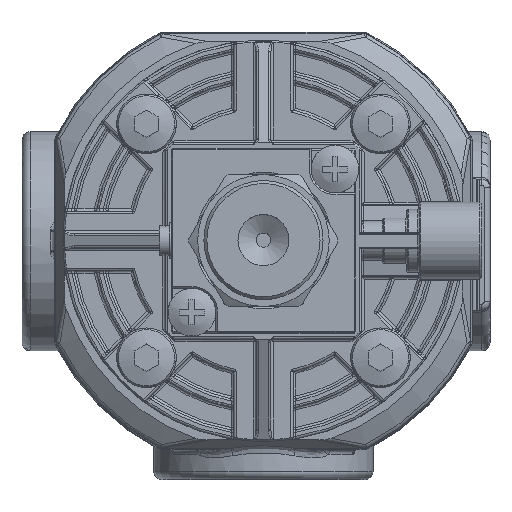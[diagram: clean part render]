
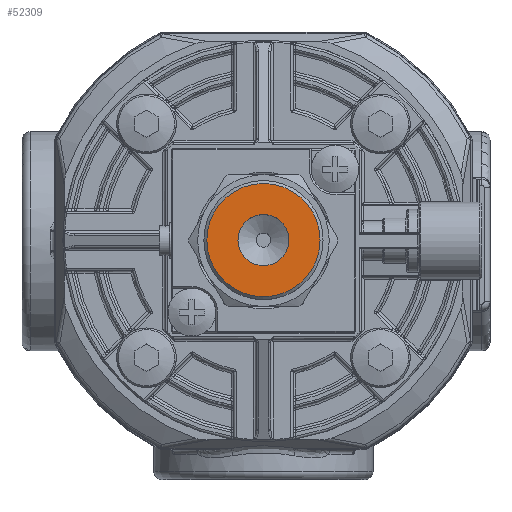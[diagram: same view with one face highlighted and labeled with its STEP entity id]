
A CAD part, top view. The second image highlights one B-rep face of the part: STEP entity #52309.
In plain terms, the highlighted planar face has unit normal (0, 0, 1).
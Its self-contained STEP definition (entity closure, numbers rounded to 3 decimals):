
#6611=PLANE('',#56504);
#17774=ORIENTED_EDGE('',*,*,#23260,.T.);
#17775=ORIENTED_EDGE('',*,*,#23261,.T.);
#23260=EDGE_CURVE('',#26651,#26651,#28810,.T.);
#23261=EDGE_CURVE('',#26652,#26652,#28811,.T.);
#26651=VERTEX_POINT('',#89809);
#26652=VERTEX_POINT('',#89811);
#28810=CIRCLE('',#56505,9.498);
#28811=CIRCLE('',#56506,4.282);
#31311=EDGE_LOOP('',(#17774));
#31312=EDGE_LOOP('',(#17775));
#33828=FACE_BOUND('',#31311,.T.);
#33829=FACE_BOUND('',#31312,.T.);
#52309=ADVANCED_FACE('',(#33828,#33829),#6611,.F.);
#56504=AXIS2_PLACEMENT_3D('',#89807,#66827,#66828);
#56505=AXIS2_PLACEMENT_3D('',#89808,#66829,#66830);
#56506=AXIS2_PLACEMENT_3D('',#89810,#66831,#66832);
#66827=DIRECTION('',(0.,0.,-1.));
#66828=DIRECTION('',(-1.,0.,0.));
#66829=DIRECTION('',(0.,0.,1.));
#66830=DIRECTION('',(1.,0.,0.));
#66831=DIRECTION('',(0.,0.,-1.));
#66832=DIRECTION('',(0.,-1.,0.));
#89807=CARTESIAN_POINT('',(0.,0.,110.898));
#89808=CARTESIAN_POINT('',(0.,0.,110.898));
#89809=CARTESIAN_POINT('',(9.498,0.,110.898));
#89810=CARTESIAN_POINT('',(0.,0.,110.898));
#89811=CARTESIAN_POINT('',(0.,-4.282,110.898));
